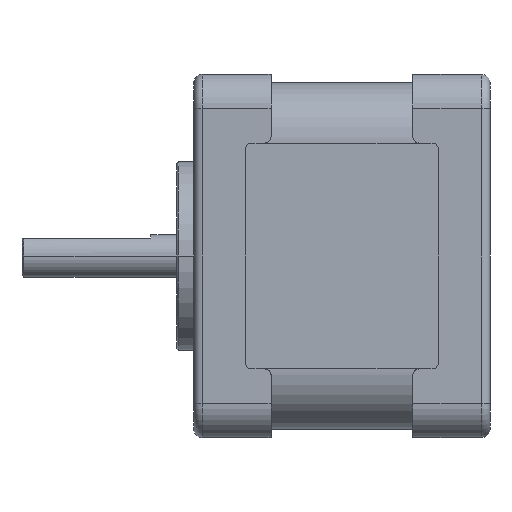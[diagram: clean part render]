
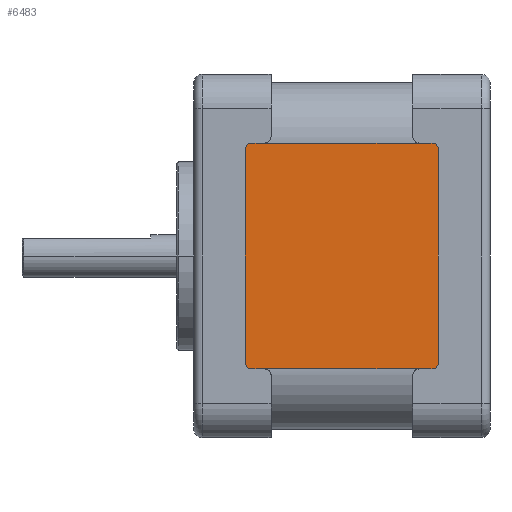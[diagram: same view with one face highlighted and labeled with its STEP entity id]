
A CAD part, front view. The second image highlights one B-rep face of the part: STEP entity #6483.
In plain terms, the highlighted planar face has unit normal (0, -1, 0).
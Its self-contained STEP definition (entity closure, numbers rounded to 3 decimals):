
#1348=DIRECTION('',(0.,0.,-1.));
#1349=VECTOR('',#1348,24.8);
#1350=CARTESIAN_POINT('',(6.,-20.15,12.4));
#1351=LINE('',#1350,#1349);
#1485=DIRECTION('',(-1.,0.,0.));
#1486=VECTOR('',#1485,18.);
#1487=CARTESIAN_POINT('',(26.25,-20.15,13.15));
#1488=LINE('',#1487,#1486);
#1531=DIRECTION('',(1.,0.,0.));
#1532=VECTOR('',#1531,1.5);
#1533=CARTESIAN_POINT('',(6.75,-20.15,-13.15));
#1534=LINE('',#1533,#1532);
#1535=CARTESIAN_POINT('',(6.75,-20.15,-12.4));
#1536=DIRECTION('',(0.,-1.,0.));
#1537=DIRECTION('',(-1.,0.,0.));
#1538=AXIS2_PLACEMENT_3D('',#1535,#1536,#1537);
#1540=CARTESIAN_POINT('',(6.75,-20.15,12.4));
#1541=DIRECTION('',(0.,-1.,0.));
#1542=DIRECTION('',(0.,0.,1.));
#1543=AXIS2_PLACEMENT_3D('',#1540,#1541,#1542);
#1545=DIRECTION('',(1.,0.,0.));
#1546=VECTOR('',#1545,1.5);
#1547=CARTESIAN_POINT('',(6.75,-20.15,13.15));
#1548=LINE('',#1547,#1546);
#1549=DIRECTION('',(-1.,0.,0.));
#1550=VECTOR('',#1549,1.5);
#1551=CARTESIAN_POINT('',(27.75,-20.15,13.15));
#1552=LINE('',#1551,#1550);
#1553=CARTESIAN_POINT('',(27.75,-20.15,12.4));
#1554=DIRECTION('',(0.,-1.,0.));
#1555=DIRECTION('',(1.,0.,0.));
#1556=AXIS2_PLACEMENT_3D('',#1553,#1554,#1555);
#1558=DIRECTION('',(0.,0.,-1.));
#1559=VECTOR('',#1558,24.8);
#1560=CARTESIAN_POINT('',(28.5,-20.15,12.4));
#1561=LINE('',#1560,#1559);
#1562=CARTESIAN_POINT('',(27.75,-20.15,-12.4));
#1563=DIRECTION('',(0.,-1.,0.));
#1564=DIRECTION('',(0.,0.,-1.));
#1565=AXIS2_PLACEMENT_3D('',#1562,#1563,#1564);
#1567=DIRECTION('',(-1.,0.,0.));
#1568=VECTOR('',#1567,1.5);
#1569=CARTESIAN_POINT('',(27.75,-20.15,-13.15));
#1570=LINE('',#1569,#1568);
#1576=DIRECTION('',(1.,0.,0.));
#1577=VECTOR('',#1576,18.);
#1578=CARTESIAN_POINT('',(8.25,-20.15,-13.15));
#1579=LINE('',#1578,#1577);
#3360=CARTESIAN_POINT('',(27.75,-20.15,-13.15));
#3361=CARTESIAN_POINT('',(28.5,-20.15,-12.4));
#3362=VERTEX_POINT('',#3360);
#3363=VERTEX_POINT('',#3361);
#3368=CARTESIAN_POINT('',(28.5,-20.15,12.4));
#3370=VERTEX_POINT('',#3368);
#3372=CARTESIAN_POINT('',(27.75,-20.15,13.15));
#3373=VERTEX_POINT('',#3372);
#3425=CARTESIAN_POINT('',(26.25,-20.15,-13.15));
#3427=VERTEX_POINT('',#3425);
#3436=CARTESIAN_POINT('',(26.25,-20.15,13.15));
#3437=VERTEX_POINT('',#3436);
#4152=CARTESIAN_POINT('',(6.,-20.15,-12.4));
#4154=VERTEX_POINT('',#4152);
#4156=CARTESIAN_POINT('',(6.75,-20.15,-13.15));
#4157=VERTEX_POINT('',#4156);
#4160=CARTESIAN_POINT('',(6.75,-20.15,13.15));
#4161=CARTESIAN_POINT('',(6.,-20.15,12.4));
#4162=VERTEX_POINT('',#4160);
#4163=VERTEX_POINT('',#4161);
#4220=CARTESIAN_POINT('',(8.25,-20.15,-13.15));
#4221=VERTEX_POINT('',#4220);
#4225=CARTESIAN_POINT('',(8.25,-20.15,13.15));
#4227=VERTEX_POINT('',#4225);
#6455=CARTESIAN_POINT('',(6.,-20.15,20.15));
#6456=DIRECTION('',(0.,-1.,0.));
#6457=DIRECTION('',(0.,0.,-1.));
#6458=AXIS2_PLACEMENT_3D('',#6455,#6456,#6457);
#6459=PLANE('',#6458);
#6461=ORIENTED_EDGE('',*,*,#6460,.F.);
#6463=ORIENTED_EDGE('',*,*,#6462,.F.);
#6465=ORIENTED_EDGE('',*,*,#6464,.F.);
#6466=ORIENTED_EDGE('',*,*,#6272,.F.);
#6468=ORIENTED_EDGE('',*,*,#6467,.F.);
#6469=ORIENTED_EDGE('',*,*,#6446,.T.);
#6470=ORIENTED_EDGE('',*,*,#6402,.F.);
#6472=ORIENTED_EDGE('',*,*,#6471,.F.);
#6474=ORIENTED_EDGE('',*,*,#6473,.F.);
#6476=ORIENTED_EDGE('',*,*,#6475,.T.);
#6478=ORIENTED_EDGE('',*,*,#6477,.F.);
#6480=ORIENTED_EDGE('',*,*,#6479,.T.);
#6481=EDGE_LOOP('',(#6461,#6463,#6465,#6466,#6468,#6469,#6470,#6472,#6474,#6476,
#6478,#6480));
#6482=FACE_OUTER_BOUND('',#6481,.F.);
#1539=CIRCLE('',#1538,0.75);
#1544=CIRCLE('',#1543,0.75);
#1557=CIRCLE('',#1556,0.75);
#1566=CIRCLE('',#1565,0.75);
#6272=EDGE_CURVE('',#4163,#4154,#1351,.T.);
#6402=EDGE_CURVE('',#3437,#4227,#1488,.T.);
#6446=EDGE_CURVE('',#4162,#4227,#1548,.T.);
#6460=EDGE_CURVE('',#4221,#3427,#1579,.T.);
#6462=EDGE_CURVE('',#4157,#4221,#1534,.T.);
#6464=EDGE_CURVE('',#4154,#4157,#1539,.T.);
#6467=EDGE_CURVE('',#4162,#4163,#1544,.T.);
#6471=EDGE_CURVE('',#3373,#3437,#1552,.T.);
#6473=EDGE_CURVE('',#3370,#3373,#1557,.T.);
#6475=EDGE_CURVE('',#3370,#3363,#1561,.T.);
#6477=EDGE_CURVE('',#3362,#3363,#1566,.T.);
#6479=EDGE_CURVE('',#3362,#3427,#1570,.T.);
#6483=ADVANCED_FACE('',(#6482),#6459,.T.);
